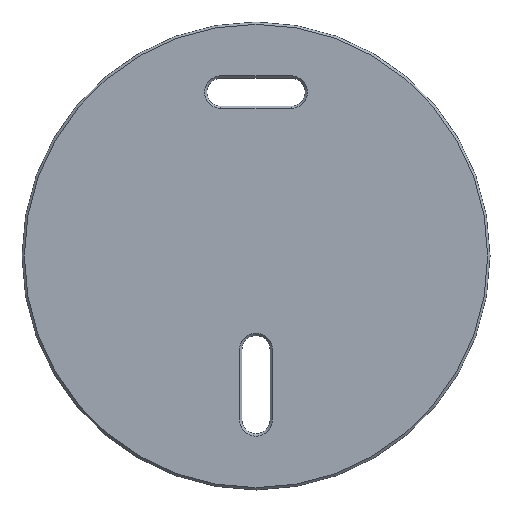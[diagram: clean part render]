
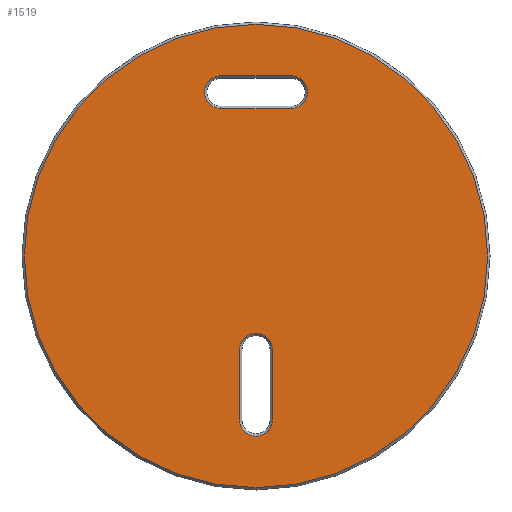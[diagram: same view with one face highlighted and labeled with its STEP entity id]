
A CAD part, front view. The second image highlights one B-rep face of the part: STEP entity #1519.
In plain terms, the highlighted planar face has unit normal (0, -1, 0).
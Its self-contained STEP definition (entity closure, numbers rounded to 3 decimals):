
#15 = ORIENTED_EDGE ( 'NONE', *, *, #43, .T. ) ;
#24 = AXIS2_PLACEMENT_3D ( 'NONE', #1312, #718, #761 ) ;
#25 = DIRECTION ( 'NONE',  ( 0., -1., 0. ) ) ;
#27 = ORIENTED_EDGE ( 'NONE', *, *, #1395, .T. ) ;
#28 = CARTESIAN_POINT ( 'NONE',  ( 0., -3., -49.5 ) ) ;
#29 = EDGE_CURVE ( 'NONE', #112, #523, #646, .T. ) ;
#33 = CARTESIAN_POINT ( 'NONE',  ( 0., -3., 0. ) ) ;
#43 = EDGE_CURVE ( 'NONE', #523, #702, #693, .T. ) ;
#49 = DIRECTION ( 'NONE',  ( 0., 1., 0. ) ) ;
#68 = CARTESIAN_POINT ( 'NONE',  ( -3.5, -3., -20. ) ) ;
#86 = CARTESIAN_POINT ( 'NONE',  ( 0., -3., 49.5 ) ) ;
#97 = CARTESIAN_POINT ( 'NONE',  ( 0., -3., 31.5 ) ) ;
#102 = LINE ( 'NONE', #252, #204 ) ;
#112 = VERTEX_POINT ( 'NONE', #983 ) ;
#114 = EDGE_CURVE ( 'NONE', #767, #1442, #413, .T. ) ;
#134 = VERTEX_POINT ( 'NONE', #1105 ) ;
#139 = CARTESIAN_POINT ( 'NONE',  ( -3.5, -3., 0. ) ) ;
#162 = CARTESIAN_POINT ( 'NONE',  ( 0., -3., -20. ) ) ;
#170 = FACE_BOUND ( 'NONE', #1361, .T. ) ;
#171 = CIRCLE ( 'NONE', #699, 3.5 ) ;
#182 = AXIS2_PLACEMENT_3D ( 'NONE', #184, #803, #428 ) ;
#184 = CARTESIAN_POINT ( 'NONE',  ( 0., -3., 0. ) ) ;
#192 = CARTESIAN_POINT ( 'NONE',  ( 0., -3., -35. ) ) ;
#204 = VECTOR ( 'NONE', #1188, 1000. ) ;
#229 = AXIS2_PLACEMENT_3D ( 'NONE', #192, #1149, #1166 ) ;
#231 = VERTEX_POINT ( 'NONE', #1262 ) ;
#233 = EDGE_CURVE ( 'NONE', #231, #112, #498, .T. ) ;
#252 = CARTESIAN_POINT ( 'NONE',  ( 0., -3., 38.5 ) ) ;
#279 = EDGE_CURVE ( 'NONE', #134, #508, #171, .T. ) ;
#300 = FACE_BOUND ( 'NONE', #385, .T. ) ;
#307 = VERTEX_POINT ( 'NONE', #954 ) ;
#385 = EDGE_LOOP ( 'NONE', ( #1310, #952, #1116, #1259 ) ) ;
#394 = DIRECTION ( 'NONE',  ( 0., 0., 1. ) ) ;
#404 = DIRECTION ( 'NONE',  ( 0., 0., 1. ) ) ;
#413 = CIRCLE ( 'NONE', #480, 49.5 ) ;
#418 = VERTEX_POINT ( 'NONE', #1547 ) ;
#424 = ORIENTED_EDGE ( 'NONE', *, *, #29, .T. ) ;
#428 = DIRECTION ( 'NONE',  ( 0., 0., 1. ) ) ;
#436 = CARTESIAN_POINT ( 'NONE',  ( 0., -3., -35. ) ) ;
#444 = EDGE_CURVE ( 'NONE', #1349, #418, #972, .T. ) ;
#480 = AXIS2_PLACEMENT_3D ( 'NONE', #33, #25, #404 ) ;
#498 = CIRCLE ( 'NONE', #1500, 3.5 ) ;
#508 = VERTEX_POINT ( 'NONE', #636 ) ;
#523 = VERTEX_POINT ( 'NONE', #68 ) ;
#528 = VECTOR ( 'NONE', #924, 1000. ) ;
#538 = DIRECTION ( 'NONE',  ( 0., 1., 0. ) ) ;
#563 = LINE ( 'NONE', #97, #1057 ) ;
#564 = AXIS2_PLACEMENT_3D ( 'NONE', #1352, #538, #900 ) ;
#636 = CARTESIAN_POINT ( 'NONE',  ( -7.5, -3., 38.5 ) ) ;
#641 = EDGE_CURVE ( 'NONE', #702, #307, #1042, .T. ) ;
#646 = LINE ( 'NONE', #139, #1365 ) ;
#666 = EDGE_LOOP ( 'NONE', ( #27, #1201 ) ) ;
#678 = CARTESIAN_POINT ( 'NONE',  ( -7.5, -3., 35. ) ) ;
#693 = CIRCLE ( 'NONE', #815, 3.5 ) ;
#699 = AXIS2_PLACEMENT_3D ( 'NONE', #678, #820, #1297 ) ;
#702 = VERTEX_POINT ( 'NONE', #1536 ) ;
#706 = CIRCLE ( 'NONE', #229, 3.5 ) ;
#718 = DIRECTION ( 'NONE',  ( 0., 1., 0. ) ) ;
#761 = DIRECTION ( 'NONE',  ( 0., 0., 1. ) ) ;
#767 = VERTEX_POINT ( 'NONE', #28 ) ;
#803 = DIRECTION ( 'NONE',  ( 0., -1., 0. ) ) ;
#815 = AXIS2_PLACEMENT_3D ( 'NONE', #162, #49, #394 ) ;
#820 = DIRECTION ( 'NONE',  ( 0., 1., 0. ) ) ;
#863 = DIRECTION ( 'NONE',  ( 0., 0., 1. ) ) ;
#900 = DIRECTION ( 'NONE',  ( 0., 0., 1. ) ) ;
#924 = DIRECTION ( 'NONE',  ( 0., 0., -1. ) ) ;
#952 = ORIENTED_EDGE ( 'NONE', *, *, #444, .T. ) ;
#954 = CARTESIAN_POINT ( 'NONE',  ( 3.5, -3., -35. ) ) ;
#972 = CIRCLE ( 'NONE', #24, 3.5 ) ;
#983 = CARTESIAN_POINT ( 'NONE',  ( -3.5, -3., -35. ) ) ;
#1008 = PLANE ( 'NONE',  #564 ) ;
#1017 = EDGE_CURVE ( 'NONE', #418, #134, #563, .T. ) ;
#1027 = DIRECTION ( 'NONE',  ( 0., 0., 1. ) ) ;
#1042 = LINE ( 'NONE', #1523, #528 ) ;
#1057 = VECTOR ( 'NONE', #1532, 1000. ) ;
#1105 = CARTESIAN_POINT ( 'NONE',  ( -7.5, -3., 31.5 ) ) ;
#1116 = ORIENTED_EDGE ( 'NONE', *, *, #1017, .T. ) ;
#1123 = EDGE_CURVE ( 'NONE', #508, #1349, #102, .T. ) ;
#1149 = DIRECTION ( 'NONE',  ( 0., 1., 0. ) ) ;
#1166 = DIRECTION ( 'NONE',  ( 0., 0., 1. ) ) ;
#1188 = DIRECTION ( 'NONE',  ( 1., 0., 0. ) ) ;
#1190 = ORIENTED_EDGE ( 'NONE', *, *, #1444, .T. ) ;
#1201 = ORIENTED_EDGE ( 'NONE', *, *, #114, .T. ) ;
#1233 = CARTESIAN_POINT ( 'NONE',  ( 7.5, -3., 38.5 ) ) ;
#1255 = FACE_OUTER_BOUND ( 'NONE', #666, .T. ) ;
#1257 = CIRCLE ( 'NONE', #182, 49.5 ) ;
#1259 = ORIENTED_EDGE ( 'NONE', *, *, #279, .T. ) ;
#1262 = CARTESIAN_POINT ( 'NONE',  ( 0., -3., -38.5 ) ) ;
#1277 = ORIENTED_EDGE ( 'NONE', *, *, #641, .T. ) ;
#1297 = DIRECTION ( 'NONE',  ( 0., 0., 1. ) ) ;
#1310 = ORIENTED_EDGE ( 'NONE', *, *, #1123, .T. ) ;
#1312 = CARTESIAN_POINT ( 'NONE',  ( 7.5, -3., 35. ) ) ;
#1349 = VERTEX_POINT ( 'NONE', #1233 ) ;
#1352 = CARTESIAN_POINT ( 'NONE',  ( 0., -3., 0. ) ) ;
#1361 = EDGE_LOOP ( 'NONE', ( #1277, #1190, #1466, #424, #15 ) ) ;
#1365 = VECTOR ( 'NONE', #863, 1000. ) ;
#1372 = DIRECTION ( 'NONE',  ( 0., 1., 0. ) ) ;
#1395 = EDGE_CURVE ( 'NONE', #1442, #767, #1257, .T. ) ;
#1442 = VERTEX_POINT ( 'NONE', #86 ) ;
#1444 = EDGE_CURVE ( 'NONE', #307, #231, #706, .T. ) ;
#1466 = ORIENTED_EDGE ( 'NONE', *, *, #233, .T. ) ;
#1500 = AXIS2_PLACEMENT_3D ( 'NONE', #436, #1372, #1027 ) ;
#1519 = ADVANCED_FACE ( 'NONE', ( #1255, #170, #300 ), #1008, .F. ) ;
#1523 = CARTESIAN_POINT ( 'NONE',  ( 3.5, -3., 0. ) ) ;
#1532 = DIRECTION ( 'NONE',  ( -1., 0., 0. ) ) ;
#1536 = CARTESIAN_POINT ( 'NONE',  ( 3.5, -3., -20. ) ) ;
#1547 = CARTESIAN_POINT ( 'NONE',  ( 7.5, -3., 31.5 ) ) ;
